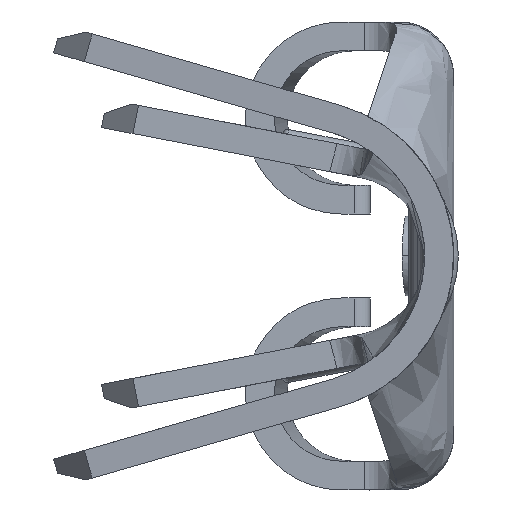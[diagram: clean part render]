
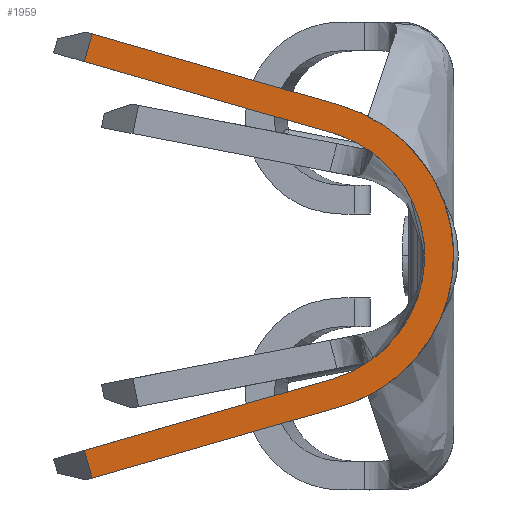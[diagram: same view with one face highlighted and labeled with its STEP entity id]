
A CAD part, left-side view. The second image highlights one B-rep face of the part: STEP entity #1959.
In plain terms, the highlighted planar face has unit normal (-0.996, 0.087, 0).
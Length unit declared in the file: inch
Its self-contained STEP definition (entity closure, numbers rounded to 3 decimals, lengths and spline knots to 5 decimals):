
#72 = DIRECTION ( 'NONE',  ( 0.024, 0.277, -0.961 ) ) ;
#74 = DIRECTION ( 'NONE',  ( 0.996, -0.087, 0. ) ) ;
#322 = DIRECTION ( 'NONE',  ( 0.084, 0.958, 0.276 ) ) ;
#633 = DIRECTION ( 'NONE',  ( -0.084, -0.958, -0.276 ) ) ;
#662 = VECTOR ( 'NONE', #633, 39.37008 ) ;
#976 = LINE ( 'NONE', #5693, #662 ) ;
#1275 = DIRECTION ( 'NONE',  ( -0.024, -0.277, -0.961 ) ) ;
#1603 = FACE_OUTER_BOUND ( 'NONE', #3625, .T. ) ;
#1959 = ADVANCED_FACE ( 'NONE', ( #1603 ), #6141, .F. ) ;
#2395 = VECTOR ( 'NONE', #5877, 39.37008 ) ;
#2430 = CARTESIAN_POINT ( 'NONE',  ( -0.73336, 0.05786, -0.07688 ) ) ;
#3212 = EDGE_CURVE ( 'NONE', #13042, #9706, #6028, .T. ) ;
#3218 = CARTESIAN_POINT ( 'NONE',  ( -0.7338, 0.05288, 0.09417 ) ) ;
#3231 =( BOUNDED_CURVE ( )  B_SPLINE_CURVE ( 3, ( #5122, #10072, #5030, #12185 ),
 .UNSPECIFIED., .F., .T. ) 
 B_SPLINE_CURVE_WITH_KNOTS ( ( 4, 4 ),
 ( 4.99274, 7.57363 ),
 .UNSPECIFIED. ) 
 CURVE ( )  GEOMETRIC_REPRESENTATION_ITEM ( )  RATIONAL_B_SPLINE_CURVE ( ( 1., 0.518, 0.518, 1. ) ) 
 REPRESENTATION_ITEM ( '' )  );
#3359 = CARTESIAN_POINT ( 'NONE',  ( -0.73276, 0.06479, -0.07887 ) ) ;
#3625 = EDGE_LOOP ( 'NONE', ( #11622, #10447, #8397, #11646, #4550, #6766, #11589, #9728 ) ) ;
#3953 = CARTESIAN_POINT ( 'NONE',  ( -0.7338, 0.05288, -0.09417 ) ) ;
#4064 = EDGE_CURVE ( 'NONE', #6990, #13042, #3231, .T. ) ;
#4390 = DIRECTION ( 'NONE',  ( -0.084, -0.958, 0.276 ) ) ;
#4391 = CARTESIAN_POINT ( 'NONE',  ( -0.73276, 0.06479, 0.07887 ) ) ;
#4550 = ORIENTED_EDGE ( 'NONE', *, *, #9882, .F. ) ;
#4557 = VERTEX_POINT ( 'NONE', #6295 ) ;
#4780 = CARTESIAN_POINT ( 'NONE',  ( -0.73319, 0.05985, -0.09618 ) ) ;
#4991 = CARTESIAN_POINT ( 'NONE',  ( -0.7198, 0.21285, -0.1215 ) ) ;
#5030 = CARTESIAN_POINT ( 'NONE',  ( -0.74399, -0.06363, -0.06063 ) ) ;
#5122 = CARTESIAN_POINT ( 'NONE',  ( -0.7338, 0.05288, 0.09417 ) ) ;
#5524 = LINE ( 'NONE', #6138, #11213 ) ;
#5639 = EDGE_CURVE ( 'NONE', #12137, #4557, #5524, .T. ) ;
#5693 = CARTESIAN_POINT ( 'NONE',  ( -0.73319, 0.05985, 0.09618 ) ) ;
#5877 = DIRECTION ( 'NONE',  ( 0.084, 0.958, -0.276 ) ) ;
#6028 = LINE ( 'NONE', #4780, #2395 ) ;
#6138 = CARTESIAN_POINT ( 'NONE',  ( -0.71336, 0.28647, -0.1342 ) ) ;
#6141 = PLANE ( 'NONE',  #12146 ) ;
#6225 = CARTESIAN_POINT ( 'NONE',  ( -0.73336, 0.05786, 0.07688 ) ) ;
#6295 = CARTESIAN_POINT ( 'NONE',  ( -0.7198, 0.21285, 0.1215 ) ) ;
#6513 = LINE ( 'NONE', #8377, #11570 ) ;
#6557 = VERTEX_POINT ( 'NONE', #4991 ) ;
#6766 = ORIENTED_EDGE ( 'NONE', *, *, #11297, .T. ) ;
#6931 = CARTESIAN_POINT ( 'NONE',  ( -0.72024, 0.20787, 0.1388 ) ) ;
#6967 = LINE ( 'NONE', #4391, #12039 ) ;
#6990 = VERTEX_POINT ( 'NONE', #3218 ) ;
#7142 = DIRECTION ( 'NONE',  ( 0.087, 0.996, 0. ) ) ;
#8292 = VECTOR ( 'NONE', #4390, 39.37008 ) ;
#8377 = CARTESIAN_POINT ( 'NONE',  ( -0.72034, 0.20675, -0.14267 ) ) ;
#8397 = ORIENTED_EDGE ( 'NONE', *, *, #11552, .F. ) ;
#9006 = EDGE_CURVE ( 'NONE', #12137, #6990, #976, .T. ) ;
#9229 = CARTESIAN_POINT ( 'NONE',  ( -0.73336, 0.05786, -0.07688 ) ) ;
#9565 = VERTEX_POINT ( 'NONE', #2430 ) ;
#9706 = VERTEX_POINT ( 'NONE', #12824 ) ;
#9728 = ORIENTED_EDGE ( 'NONE', *, *, #4064, .F. ) ;
#9882 = EDGE_CURVE ( 'NONE', #6557, #9565, #10950, .T. ) ;
#10072 = CARTESIAN_POINT ( 'NONE',  ( -0.74399, -0.06363, 0.06063 ) ) ;
#10257 = CARTESIAN_POINT ( 'NONE',  ( -0.74168, -0.03725, -0.04949 ) ) ;
#10447 = ORIENTED_EDGE ( 'NONE', *, *, #5639, .T. ) ;
#10950 = LINE ( 'NONE', #3359, #8292 ) ;
#11047 = CARTESIAN_POINT ( 'NONE',  ( -0.73336, 0.05786, 0.07688 ) ) ;
#11123 = VERTEX_POINT ( 'NONE', #11047 ) ;
#11213 = VECTOR ( 'NONE', #72, 39.37008 ) ;
#11223 =( BOUNDED_CURVE ( )  B_SPLINE_CURVE ( 3, ( #9229, #10257, #12292, #6225 ),
 .UNSPECIFIED., .F., .T. ) 
 B_SPLINE_CURVE_WITH_KNOTS ( ( 4, 4 ),
 ( 4.99274, 7.57363 ),
 .UNSPECIFIED. ) 
 CURVE ( )  GEOMETRIC_REPRESENTATION_ITEM ( )  RATIONAL_B_SPLINE_CURVE ( ( 1., 0.518, 0.518, 1. ) ) 
 REPRESENTATION_ITEM ( '' )  );
#11297 = EDGE_CURVE ( 'NONE', #6557, #9706, #6513, .T. ) ;
#11484 = EDGE_CURVE ( 'NONE', #9565, #11123, #11223, .T. ) ;
#11552 = EDGE_CURVE ( 'NONE', #11123, #4557, #6967, .T. ) ;
#11570 = VECTOR ( 'NONE', #1275, 39.37008 ) ;
#11589 = ORIENTED_EDGE ( 'NONE', *, *, #3212, .F. ) ;
#11622 = ORIENTED_EDGE ( 'NONE', *, *, #9006, .F. ) ;
#11646 = ORIENTED_EDGE ( 'NONE', *, *, #11484, .F. ) ;
#12039 = VECTOR ( 'NONE', #322, 39.37008 ) ;
#12137 = VERTEX_POINT ( 'NONE', #6931 ) ;
#12146 = AXIS2_PLACEMENT_3D ( 'NONE', #13143, #74, #7142 ) ;
#12185 = CARTESIAN_POINT ( 'NONE',  ( -0.7338, 0.05288, -0.09417 ) ) ;
#12292 = CARTESIAN_POINT ( 'NONE',  ( -0.74168, -0.03725, 0.04949 ) ) ;
#12824 = CARTESIAN_POINT ( 'NONE',  ( -0.72024, 0.20787, -0.1388 ) ) ;
#13042 = VERTEX_POINT ( 'NONE', #3953 ) ;
#13143 = CARTESIAN_POINT ( 'NONE',  ( -0.71813, 0.232, -0.15 ) ) ;
